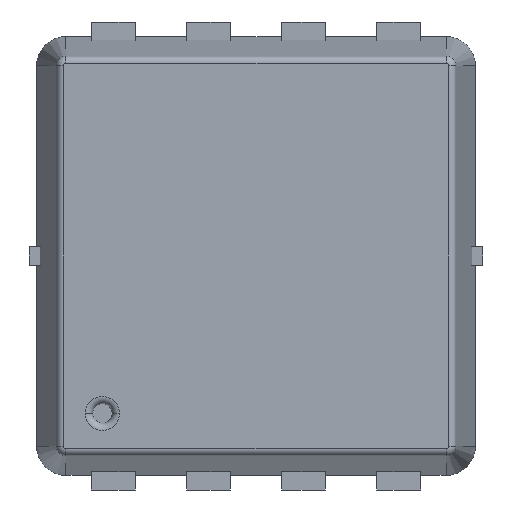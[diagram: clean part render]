
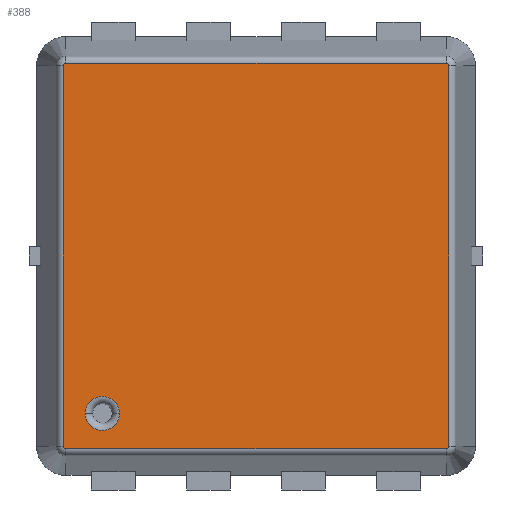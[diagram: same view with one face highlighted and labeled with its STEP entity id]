
A CAD part, left-side view. The second image highlights one B-rep face of the part: STEP entity #388.
In plain terms, the highlighted face is planar.
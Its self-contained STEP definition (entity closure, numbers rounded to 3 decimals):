
#59 = CIRCLE ( 'NONE', #1616, 0.117 ) ;
#61 = ORIENTED_EDGE ( 'NONE', *, *, #1615, .T. ) ;
#63 = CARTESIAN_POINT ( 'NONE',  ( -1.317, -1.3, 0.8 ) ) ;
#70 = ORIENTED_EDGE ( 'NONE', *, *, #1959, .T. ) ;
#76 = ORIENTED_EDGE ( 'NONE', *, *, #2075, .T. ) ;
#82 = FACE_OUTER_BOUND ( 'NONE', #833, .T. ) ;
#94 = ORIENTED_EDGE ( 'NONE', *, *, #1215, .T. ) ;
#106 = ORIENTED_EDGE ( 'NONE', *, *, #2496, .T. ) ;
#112 = ORIENTED_EDGE ( 'NONE', *, *, #796, .T. ) ;
#126 = ORIENTED_EDGE ( 'NONE', *, *, #1581, .T. ) ;
#131 = ORIENTED_EDGE ( 'NONE', *, *, #454, .T. ) ;
#135 = ORIENTED_EDGE ( 'NONE', *, *, #556, .T. ) ;
#150 = ORIENTED_EDGE ( 'NONE', *, *, #1208, .T. ) ;
#278 = VECTOR ( 'NONE', #961, 1000. ) ;
#287 = VERTEX_POINT ( 'NONE', #1216 ) ;
#302 = CARTESIAN_POINT ( 'NONE',  ( 1.317, -1.3, 0.8 ) ) ;
#339 = CARTESIAN_POINT ( 'NONE',  ( -1.3, 1.3, 0.8 ) ) ;
#364 = VECTOR ( 'NONE', #2174, 1000. ) ;
#388 = ADVANCED_FACE ( 'NONE', ( #82, #975 ), #1744, .F. ) ;
#392 = CARTESIAN_POINT ( 'NONE',  ( -1.051, -1.076, 0.8 ) ) ;
#428 = VERTEX_POINT ( 'NONE', #990 ) ;
#454 = EDGE_CURVE ( 'NONE', #1502, #1851, #636, .T. ) ;
#472 = VERTEX_POINT ( 'NONE', #2623 ) ;
#537 = CARTESIAN_POINT ( 'NONE',  ( 1.3, -1.3, 0.8 ) ) ;
#542 = CARTESIAN_POINT ( 'NONE',  ( 1.3, -1.317, 0.8 ) ) ;
#556 = EDGE_CURVE ( 'NONE', #428, #1502, #1793, .T. ) ;
#561 = CARTESIAN_POINT ( 'NONE',  ( 1.3, 1.3, 0.8 ) ) ;
#636 = LINE ( 'NONE', #1415, #364 ) ;
#713 = AXIS2_PLACEMENT_3D ( 'NONE', #1679, #2466, #720 ) ;
#720 = DIRECTION ( 'NONE',  ( 1., 0., 0. ) ) ;
#722 = AXIS2_PLACEMENT_3D ( 'NONE', #561, #1351, #2120 ) ;
#773 = DIRECTION ( 'NONE',  ( -1., 0., 0. ) ) ;
#788 = DIRECTION ( 'NONE',  ( 0., 0., -1. ) ) ;
#796 = EDGE_CURVE ( 'NONE', #2401, #2138, #2643, .T. ) ;
#816 = CARTESIAN_POINT ( 'NONE',  ( -1.051, -1.076, 0.8 ) ) ;
#833 = EDGE_LOOP ( 'NONE', ( #150, #135, #131, #126, #112, #106, #94, #76 ) ) ;
#839 = CIRCLE ( 'NONE', #2250, 0.017 ) ;
#861 = CARTESIAN_POINT ( 'NONE',  ( -1.3, -1.317, 0.8 ) ) ;
#862 = CARTESIAN_POINT ( 'NONE',  ( 1.317, 1.3, 0.8 ) ) ;
#961 = DIRECTION ( 'NONE',  ( 0., -1., 0. ) ) ;
#975 = FACE_BOUND ( 'NONE', #1354, .T. ) ;
#990 = CARTESIAN_POINT ( 'NONE',  ( -1.317, -1.3, 0.8 ) ) ;
#1003 = AXIS2_PLACEMENT_3D ( 'NONE', #339, #1174, #1934 ) ;
#1083 = VECTOR ( 'NONE', #1636, 1000. ) ;
#1097 = CARTESIAN_POINT ( 'NONE',  ( -1.3, 1.317, 0.8 ) ) ;
#1128 = AXIS2_PLACEMENT_3D ( 'NONE', #816, #1585, #2356 ) ;
#1174 = DIRECTION ( 'NONE',  ( 0., 0., 1. ) ) ;
#1208 = EDGE_CURVE ( 'NONE', #287, #428, #1916, .T. ) ;
#1215 = EDGE_CURVE ( 'NONE', #2207, #1526, #1732, .T. ) ;
#1216 = CARTESIAN_POINT ( 'NONE',  ( -1.317, 1.3, 0.8 ) ) ;
#1217 = DIRECTION ( 'NONE',  ( 0., 0., -1. ) ) ;
#1332 = DIRECTION ( 'NONE',  ( 0., 0., 1. ) ) ;
#1351 = DIRECTION ( 'NONE',  ( 0., 0., 1. ) ) ;
#1354 = EDGE_LOOP ( 'NONE', ( #70, #61 ) ) ;
#1415 = CARTESIAN_POINT ( 'NONE',  ( 1.3, -1.317, 0.8 ) ) ;
#1502 = VERTEX_POINT ( 'NONE', #861 ) ;
#1526 = VERTEX_POINT ( 'NONE', #1097 ) ;
#1566 = DIRECTION ( 'NONE',  ( 1., 0., 0. ) ) ;
#1581 = EDGE_CURVE ( 'NONE', #1851, #2401, #839, .T. ) ;
#1585 = DIRECTION ( 'NONE',  ( 0., 0., -1. ) ) ;
#1613 = CARTESIAN_POINT ( 'NONE',  ( 1.317, 1.3, 0.8 ) ) ;
#1615 = EDGE_CURVE ( 'NONE', #1895, #472, #2203, .T. ) ;
#1616 = AXIS2_PLACEMENT_3D ( 'NONE', #392, #1217, #1971 ) ;
#1636 = DIRECTION ( 'NONE',  ( 0., 1., 0. ) ) ;
#1679 = CARTESIAN_POINT ( 'NONE',  ( -1.3, -1.3, 0.8 ) ) ;
#1732 = LINE ( 'NONE', #2530, #1753 ) ;
#1744 = PLANE ( 'NONE',  #1749 ) ;
#1749 = AXIS2_PLACEMENT_3D ( 'NONE', #2546, #788, #1566 ) ;
#1753 = VECTOR ( 'NONE', #773, 1000. ) ;
#1793 = CIRCLE ( 'NONE', #713, 0.017 ) ;
#1802 = CIRCLE ( 'NONE', #722, 0.017 ) ;
#1851 = VERTEX_POINT ( 'NONE', #542 ) ;
#1895 = VERTEX_POINT ( 'NONE', #1924 ) ;
#1916 = LINE ( 'NONE', #63, #278 ) ;
#1924 = CARTESIAN_POINT ( 'NONE',  ( -1.167, -1.076, 0.8 ) ) ;
#1934 = DIRECTION ( 'NONE',  ( 1., 0., 0. ) ) ;
#1959 = EDGE_CURVE ( 'NONE', #472, #1895, #59, .T. ) ;
#1971 = DIRECTION ( 'NONE',  ( 1., 0., 0. ) ) ;
#2075 = EDGE_CURVE ( 'NONE', #1526, #287, #2084, .T. ) ;
#2084 = CIRCLE ( 'NONE', #1003, 0.017 ) ;
#2093 = DIRECTION ( 'NONE',  ( 1., 0., 0. ) ) ;
#2120 = DIRECTION ( 'NONE',  ( 1., 0., 0. ) ) ;
#2138 = VERTEX_POINT ( 'NONE', #1613 ) ;
#2174 = DIRECTION ( 'NONE',  ( 1., 0., 0. ) ) ;
#2203 = CIRCLE ( 'NONE', #1128, 0.117 ) ;
#2207 = VERTEX_POINT ( 'NONE', #2393 ) ;
#2250 = AXIS2_PLACEMENT_3D ( 'NONE', #537, #1332, #2093 ) ;
#2356 = DIRECTION ( 'NONE',  ( 1., 0., 0. ) ) ;
#2393 = CARTESIAN_POINT ( 'NONE',  ( 1.3, 1.317, 0.8 ) ) ;
#2401 = VERTEX_POINT ( 'NONE', #302 ) ;
#2466 = DIRECTION ( 'NONE',  ( 0., 0., 1. ) ) ;
#2496 = EDGE_CURVE ( 'NONE', #2138, #2207, #1802, .T. ) ;
#2530 = CARTESIAN_POINT ( 'NONE',  ( -1.3, 1.317, 0.8 ) ) ;
#2546 = CARTESIAN_POINT ( 'NONE',  ( 0., 0., 0.8 ) ) ;
#2623 = CARTESIAN_POINT ( 'NONE',  ( -0.934, -1.076, 0.8 ) ) ;
#2643 = LINE ( 'NONE', #862, #1083 ) ;
